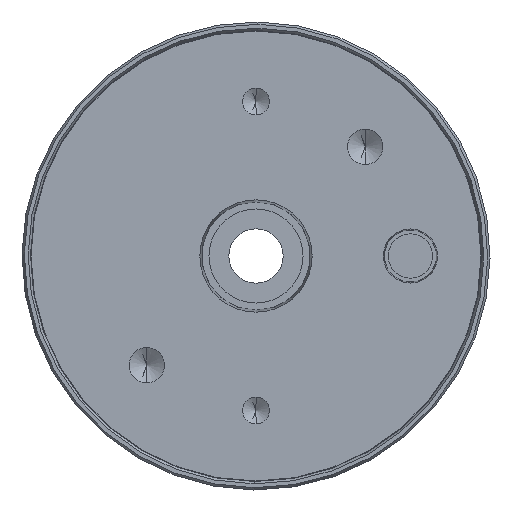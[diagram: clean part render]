
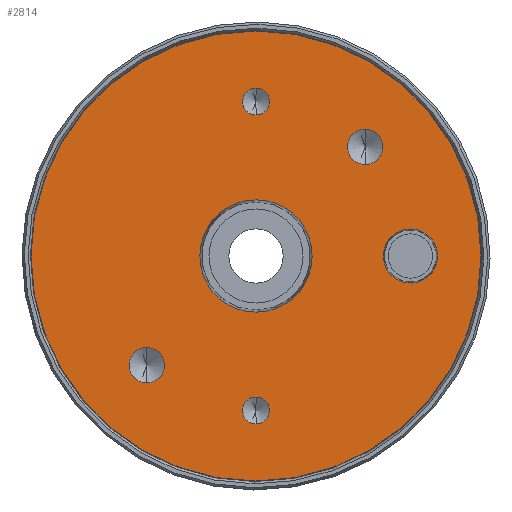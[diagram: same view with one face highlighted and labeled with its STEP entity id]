
A CAD part, front view. The second image highlights one B-rep face of the part: STEP entity #2814.
In plain terms, the highlighted planar face has unit normal (0, -1, 0).
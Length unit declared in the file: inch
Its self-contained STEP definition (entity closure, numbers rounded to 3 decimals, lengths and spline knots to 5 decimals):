
#10 = VERTEX_POINT ( 'NONE', #894 ) ;
#12 = AXIS2_PLACEMENT_3D ( 'NONE', #835, #1507, #2421 ) ;
#21 = CARTESIAN_POINT ( 'NONE',  ( 1.155, 0., -0.2025 ) ) ;
#25 = CARTESIAN_POINT ( 'NONE',  ( 0., 0., 0. ) ) ;
#30 = CARTESIAN_POINT ( 'NONE',  ( 0., 0., 1.155 ) ) ;
#32 = EDGE_CURVE ( 'NONE', #456, #1375, #322, .T. ) ;
#35 = ORIENTED_EDGE ( 'NONE', *, *, #1197, .T. ) ;
#101 = CARTESIAN_POINT ( 'NONE',  ( 0., 0., 1.155 ) ) ;
#113 = PLANE ( 'NONE',  #2857 ) ;
#118 = VERTEX_POINT ( 'NONE', #762 ) ;
#127 = CIRCLE ( 'NONE', #2750, 0.1005 ) ;
#140 = DIRECTION ( 'NONE',  ( 0., -1., 0. ) ) ;
#176 = ORIENTED_EDGE ( 'NONE', *, *, #32, .F. ) ;
#187 = DIRECTION ( 'NONE',  ( 0., 0., -1. ) ) ;
#189 = DIRECTION ( 'NONE',  ( 0., 0., -1. ) ) ;
#192 = ORIENTED_EDGE ( 'NONE', *, *, #943, .T. ) ;
#194 = AXIS2_PLACEMENT_3D ( 'NONE', #2453, #1557, #2668 ) ;
#230 = CIRCLE ( 'NONE', #756, 0.42 ) ;
#247 = VERTEX_POINT ( 'NONE', #473 ) ;
#254 = AXIS2_PLACEMENT_3D ( 'NONE', #25, #935, #1608 ) ;
#282 = DIRECTION ( 'NONE',  ( 0., 0., -1. ) ) ;
#289 = VERTEX_POINT ( 'NONE', #1460 ) ;
#322 = CIRCLE ( 'NONE', #2459, 0.2025 ) ;
#323 = VERTEX_POINT ( 'NONE', #2706 ) ;
#339 = CIRCLE ( 'NONE', #254, 1.6825 ) ;
#343 = DIRECTION ( 'NONE',  ( 0., 1., 0. ) ) ;
#371 = FACE_BOUND ( 'NONE', #1851, .T. ) ;
#389 = AXIS2_PLACEMENT_3D ( 'NONE', #599, #140, #1062 ) ;
#402 = CARTESIAN_POINT ( 'NONE',  ( 0., 0., 0. ) ) ;
#443 = CIRCLE ( 'NONE', #389, 0.13281 ) ;
#446 = CARTESIAN_POINT ( 'NONE',  ( 0., 0., -1.155 ) ) ;
#456 = VERTEX_POINT ( 'NONE', #2887 ) ;
#473 = CARTESIAN_POINT ( 'NONE',  ( -0.81671, 0., -0.68389 ) ) ;
#480 = ORIENTED_EDGE ( 'NONE', *, *, #2165, .F. ) ;
#539 = CARTESIAN_POINT ( 'NONE',  ( -0.81671, 0., -0.94952 ) ) ;
#543 = CARTESIAN_POINT ( 'NONE',  ( 0., 0., 1.6825 ) ) ;
#572 = AXIS2_PLACEMENT_3D ( 'NONE', #1757, #2012, #187 ) ;
#599 = CARTESIAN_POINT ( 'NONE',  ( -0.81671, 0., -0.81671 ) ) ;
#674 = ORIENTED_EDGE ( 'NONE', *, *, #2396, .F. ) ;
#707 = CARTESIAN_POINT ( 'NONE',  ( 0., 0., -1.6825 ) ) ;
#756 = AXIS2_PLACEMENT_3D ( 'NONE', #1834, #2983, #2762 ) ;
#762 = CARTESIAN_POINT ( 'NONE',  ( 0., 0., 1.0545 ) ) ;
#800 = DIRECTION ( 'NONE',  ( 0., 0., -1. ) ) ;
#811 = CARTESIAN_POINT ( 'NONE',  ( 0.81671, 0., 0.68389 ) ) ;
#828 = FACE_BOUND ( 'NONE', #1763, .T. ) ;
#835 = CARTESIAN_POINT ( 'NONE',  ( 0.81671, 0., 0.81671 ) ) ;
#849 = EDGE_LOOP ( 'NONE', ( #35, #192 ) ) ;
#894 = CARTESIAN_POINT ( 'NONE',  ( 0., 0., 0.42 ) ) ;
#930 = VERTEX_POINT ( 'NONE', #1680 ) ;
#935 = DIRECTION ( 'NONE',  ( 0., -1., 0. ) ) ;
#943 = EDGE_CURVE ( 'NONE', #999, #1358, #2054, .T. ) ;
#959 = DIRECTION ( 'NONE',  ( 0., 0., -1. ) ) ;
#999 = VERTEX_POINT ( 'NONE', #543 ) ;
#1016 = CIRCLE ( 'NONE', #2238, 0.1005 ) ;
#1062 = DIRECTION ( 'NONE',  ( 0., 0., -1. ) ) ;
#1066 = AXIS2_PLACEMENT_3D ( 'NONE', #2603, #1447, #2361 ) ;
#1077 = EDGE_CURVE ( 'NONE', #1221, #247, #443, .T. ) ;
#1092 = CIRCLE ( 'NONE', #1918, 0.42 ) ;
#1116 = CIRCLE ( 'NONE', #12, 0.13281 ) ;
#1165 = CARTESIAN_POINT ( 'NONE',  ( -0.81671, 0., -0.81671 ) ) ;
#1197 = EDGE_CURVE ( 'NONE', #1358, #999, #339, .T. ) ;
#1210 = DIRECTION ( 'NONE',  ( 0., -1., 0. ) ) ;
#1221 = VERTEX_POINT ( 'NONE', #539 ) ;
#1224 = CARTESIAN_POINT ( 'NONE',  ( 0., 0., 0. ) ) ;
#1233 = DIRECTION ( 'NONE',  ( 0., -1., 0. ) ) ;
#1274 = EDGE_CURVE ( 'NONE', #1982, #930, #1116, .T. ) ;
#1293 = EDGE_CURVE ( 'NONE', #930, #1982, #1706, .T. ) ;
#1294 = EDGE_LOOP ( 'NONE', ( #1541, #2372 ) ) ;
#1303 = DIRECTION ( 'NONE',  ( 0., 0., 1. ) ) ;
#1317 = FACE_BOUND ( 'NONE', #1743, .T. ) ;
#1321 = CIRCLE ( 'NONE', #572, 0.1005 ) ;
#1358 = VERTEX_POINT ( 'NONE', #707 ) ;
#1375 = VERTEX_POINT ( 'NONE', #21 ) ;
#1387 = DIRECTION ( 'NONE',  ( 0., -1., 0. ) ) ;
#1394 = VERTEX_POINT ( 'NONE', #1603 ) ;
#1429 = AXIS2_PLACEMENT_3D ( 'NONE', #101, #1233, #2152 ) ;
#1447 = DIRECTION ( 'NONE',  ( 0., -1., 0. ) ) ;
#1460 = CARTESIAN_POINT ( 'NONE',  ( 0., 0., 1.2555 ) ) ;
#1507 = DIRECTION ( 'NONE',  ( 0., -1., 0. ) ) ;
#1541 = ORIENTED_EDGE ( 'NONE', *, *, #2253, .F. ) ;
#1543 = AXIS2_PLACEMENT_3D ( 'NONE', #1165, #1387, #1844 ) ;
#1557 = DIRECTION ( 'NONE',  ( 0., -1., 0. ) ) ;
#1568 = CIRCLE ( 'NONE', #1066, 0.2025 ) ;
#1570 = ORIENTED_EDGE ( 'NONE', *, *, #2681, .F. ) ;
#1603 = CARTESIAN_POINT ( 'NONE',  ( 0., 0., -1.2555 ) ) ;
#1604 = EDGE_LOOP ( 'NONE', ( #480, #2813 ) ) ;
#1608 = DIRECTION ( 'NONE',  ( 0., 0., -1. ) ) ;
#1680 = CARTESIAN_POINT ( 'NONE',  ( 0.81671, 0., 0.94952 ) ) ;
#1703 = EDGE_CURVE ( 'NONE', #2494, #10, #230, .T. ) ;
#1706 = CIRCLE ( 'NONE', #194, 0.13281 ) ;
#1716 = EDGE_CURVE ( 'NONE', #323, #1394, #127, .T. ) ;
#1743 = EDGE_LOOP ( 'NONE', ( #2863, #2696 ) ) ;
#1757 = CARTESIAN_POINT ( 'NONE',  ( 0., 0., -1.155 ) ) ;
#1763 = EDGE_LOOP ( 'NONE', ( #2179, #1570 ) ) ;
#1768 = FACE_BOUND ( 'NONE', #1604, .T. ) ;
#1777 = EDGE_LOOP ( 'NONE', ( #674, #176 ) ) ;
#1834 = CARTESIAN_POINT ( 'NONE',  ( 0., 0., 0. ) ) ;
#1836 = ORIENTED_EDGE ( 'NONE', *, *, #1293, .F. ) ;
#1844 = DIRECTION ( 'NONE',  ( 0., 0., -1. ) ) ;
#1851 = EDGE_LOOP ( 'NONE', ( #2279, #1836 ) ) ;
#1918 = AXIS2_PLACEMENT_3D ( 'NONE', #2644, #1210, #282 ) ;
#1982 = VERTEX_POINT ( 'NONE', #811 ) ;
#2012 = DIRECTION ( 'NONE',  ( 0., -1., 0. ) ) ;
#2054 = CIRCLE ( 'NONE', #2535, 1.6825 ) ;
#2068 = DIRECTION ( 'NONE',  ( 0., -1., 0. ) ) ;
#2084 = DIRECTION ( 'NONE',  ( 0., 0., -1. ) ) ;
#2099 = CARTESIAN_POINT ( 'NONE',  ( 1.155, 0., 0. ) ) ;
#2152 = DIRECTION ( 'NONE',  ( 0., 0., -1. ) ) ;
#2165 = EDGE_CURVE ( 'NONE', #118, #289, #2676, .T. ) ;
#2179 = ORIENTED_EDGE ( 'NONE', *, *, #1077, .F. ) ;
#2238 = AXIS2_PLACEMENT_3D ( 'NONE', #30, #2820, #959 ) ;
#2253 = EDGE_CURVE ( 'NONE', #1394, #323, #1321, .T. ) ;
#2274 = DIRECTION ( 'NONE',  ( 0., -1., 0. ) ) ;
#2279 = ORIENTED_EDGE ( 'NONE', *, *, #1274, .F. ) ;
#2294 = EDGE_CURVE ( 'NONE', #289, #118, #1016, .T. ) ;
#2361 = DIRECTION ( 'NONE',  ( 0., 0., -1. ) ) ;
#2372 = ORIENTED_EDGE ( 'NONE', *, *, #1716, .F. ) ;
#2396 = EDGE_CURVE ( 'NONE', #1375, #456, #1568, .T. ) ;
#2421 = DIRECTION ( 'NONE',  ( 0., 0., -1. ) ) ;
#2453 = CARTESIAN_POINT ( 'NONE',  ( 0.81671, 0., 0.81671 ) ) ;
#2459 = AXIS2_PLACEMENT_3D ( 'NONE', #2099, #2068, #189 ) ;
#2494 = VERTEX_POINT ( 'NONE', #2632 ) ;
#2535 = AXIS2_PLACEMENT_3D ( 'NONE', #1224, #2894, #800 ) ;
#2603 = CARTESIAN_POINT ( 'NONE',  ( 1.155, 0., 0. ) ) ;
#2632 = CARTESIAN_POINT ( 'NONE',  ( 0., 0., -0.42 ) ) ;
#2644 = CARTESIAN_POINT ( 'NONE',  ( 0., 0., 0. ) ) ;
#2660 = FACE_BOUND ( 'NONE', #1777, .T. ) ;
#2668 = DIRECTION ( 'NONE',  ( 0., 0., -1. ) ) ;
#2676 = CIRCLE ( 'NONE', #1429, 0.1005 ) ;
#2681 = EDGE_CURVE ( 'NONE', #247, #1221, #2854, .T. ) ;
#2691 = FACE_BOUND ( 'NONE', #1294, .T. ) ;
#2696 = ORIENTED_EDGE ( 'NONE', *, *, #2737, .F. ) ;
#2706 = CARTESIAN_POINT ( 'NONE',  ( 0., 0., -1.0545 ) ) ;
#2737 = EDGE_CURVE ( 'NONE', #10, #2494, #1092, .T. ) ;
#2750 = AXIS2_PLACEMENT_3D ( 'NONE', #446, #2274, #2084 ) ;
#2762 = DIRECTION ( 'NONE',  ( 0., 0., -1. ) ) ;
#2813 = ORIENTED_EDGE ( 'NONE', *, *, #2294, .F. ) ;
#2814 = ADVANCED_FACE ( 'NONE', ( #371, #828, #1768, #2691, #2660, #1317, #2913 ), #113, .F. ) ;
#2820 = DIRECTION ( 'NONE',  ( 0., -1., 0. ) ) ;
#2854 = CIRCLE ( 'NONE', #1543, 0.13281 ) ;
#2857 = AXIS2_PLACEMENT_3D ( 'NONE', #402, #343, #1303 ) ;
#2863 = ORIENTED_EDGE ( 'NONE', *, *, #1703, .F. ) ;
#2887 = CARTESIAN_POINT ( 'NONE',  ( 1.155, 0., 0.2025 ) ) ;
#2894 = DIRECTION ( 'NONE',  ( 0., -1., 0. ) ) ;
#2913 = FACE_OUTER_BOUND ( 'NONE', #849, .T. ) ;
#2983 = DIRECTION ( 'NONE',  ( 0., -1., 0. ) ) ;
